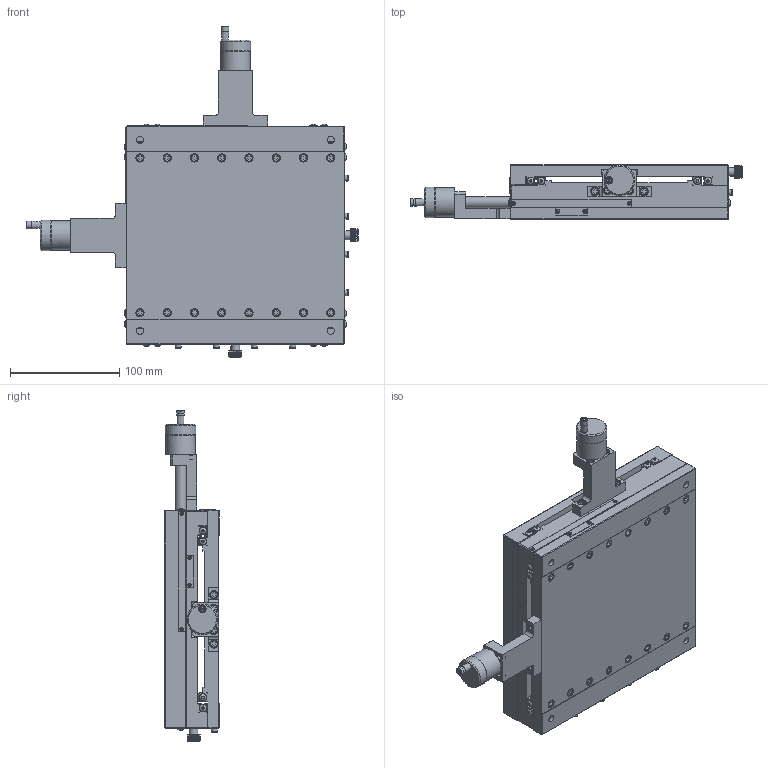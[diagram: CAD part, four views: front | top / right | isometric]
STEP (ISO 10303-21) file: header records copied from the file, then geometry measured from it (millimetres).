
FILE_DESCRIPTION (( 'STEP AP203' ), '1' );
FILE_NAME ('528890.STEP', '2024-11-13T03:10:58', ( 'Windows User' ), ( 'P R C' ), 'SwSTEP 2.0', 'SolidWorks 2020', '' );
FILE_SCHEMA (( 'CONFIG_CONTROL_DESIGN' ));
Products named in the file (1): 528890
Bounding box: 304.5 x 50 x 304.5 mm (x, y, z)
Volume: 1663628.7 mm3; surface area: 374531.1 mm2
Topology: 3 solids, 3 shells, 2587 faces, 6322 edges, 4032 vertices
Faces by surface type: plane 1790, cylinder 394, cone 265, bspline 122, torus 16
Full cylindrical faces by diameter (mm): 3.2 x6, 3.242 x49, 3.4 x16, 3.8 x2, 4 x2, 4.6 x2, 4.917 x4, 5.2 x2, 5.5 x60, 6 x68, 6.5 x4, 6.9 x16, 7 x26, 7.5 x20, 8 x10, 9 x1, 10 x4, 11 x4, 27 x2, 28 x2
Entity records: 76071 total; most frequent: CARTESIAN_POINT 19550, ORIENTED_EDGE 11242, DIRECTION 10866, EDGE_CURVE 5621, VERTEX_POINT 3877, VECTOR 3784, LINE 3784, AXIS2_PLACEMENT_3D 3541
